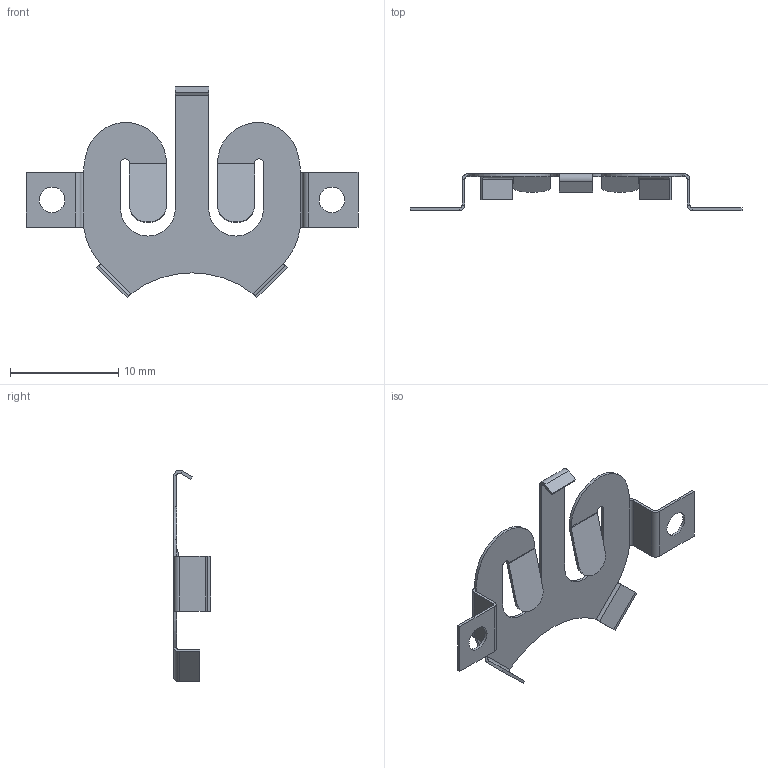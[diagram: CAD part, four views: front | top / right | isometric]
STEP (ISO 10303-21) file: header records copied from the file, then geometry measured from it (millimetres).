
FILE_DESCRIPTION (( 'STEP AP214' ), '1' );
FILE_NAME ('2898TR.STEP', '2023-01-12T12:47:50', ( '' ), ( '' ), 'SwSTEP 2.0', 'SolidWorks 2013', '' );
FILE_SCHEMA (( 'AUTOMOTIVE_DESIGN' ));
Length unit declared in the file: inch
Products named in the file (1): 2898TR
Bounding box: 30.73 x 3.45 x 19.58 mm (x, y, z)
Volume: 87.8 mm3; surface area: 742.5 mm2
Topology: 1 solids, 1 shells, 119 faces, 276 edges, 160 vertices
Faces by surface type: plane 76, cylinder 43
Full cylindrical faces by diameter (mm): 2.362 x2
Entity records: 3338 total; most frequent: DIRECTION 600, CARTESIAN_POINT 554, ORIENTED_EDGE 548, EDGE_CURVE 274, AXIS2_PLACEMENT_3D 206, LINE 188, VECTOR 188, VERTEX_POINT 160
